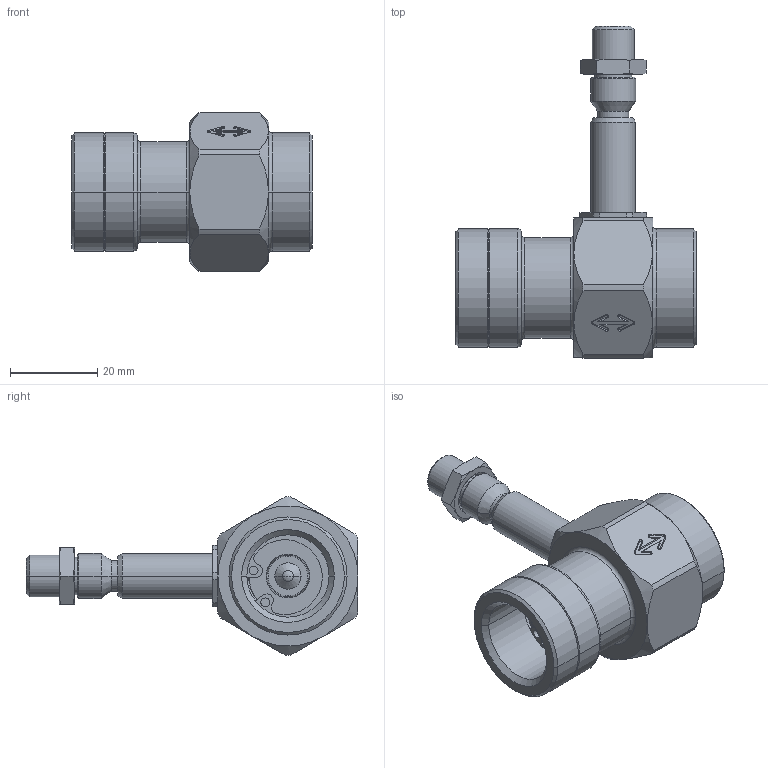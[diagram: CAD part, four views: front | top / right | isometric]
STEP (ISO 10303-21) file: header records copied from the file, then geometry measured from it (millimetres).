
FILE_DESCRIPTION((''),'2;1');
FILE_NAME('EGV-811-Z77-1-2XX-00_ASM','2013-06-13T',('avs330'),(''),'PRO/ENGINEER BY PARAMETRIC TECHNOLOGY CORPORATION, 2010430','PRO/ENGINEER BY PARAMETRIC TECHNOLOGY CORPORATION, 2010430','');
FILE_SCHEMA(('CONFIG_CONTROL_DESIGN'));
Length unit declared in the file: millimetre
Products named in the file (8): 505918B_XGV-8111-077-D1200-11; 610554B_XGV-2000-000-D12BP-04; 505121_DIN472-19X1_ZUS; 505123_DRUCKSCHEIBE_23_4305; 604653B_EAM-201-B12-1-8B_O_256; 251708B_256M-1-8; 604653B_EAM-201-B12-1-8B-00_ASM; EGV-811-Z77-1-2XX-00_ASM
Assembly tree (7 placements, depth 3):
  EGV-811-Z77-1-2XX-00_ASM
    505918B_XGV-8111-077-D1200-11
    610554B_XGV-2000-000-D12BP-04
    505121_DIN472-19X1_ZUS
    505123_DRUCKSCHEIBE_23_4305
    604653B_EAM-201-B12-1-8B-00_ASM
      604653B_EAM-201-B12-1-8B_O_256
      251708B_256M-1-8
Bounding box: 55 x 75.88 x 36.2 mm (x, y, z)
Volume: 27911.1 mm3; surface area: 16870.8 mm2
Topology: 7 solids, 7 shells, 439 faces, 1134 edges, 676 vertices
Faces by surface type: plane 155, cone 152, cylinder 110, torus 18, sphere 4
Entity records: 14189 total; most frequent: CARTESIAN_POINT 3345, DIRECTION 2330, ORIENTED_EDGE 2256, EDGE_CURVE 1128, AXIS2_PLACEMENT_3D 996, VERTEX_POINT 676, CIRCLE 540, EDGE_LOOP 476
